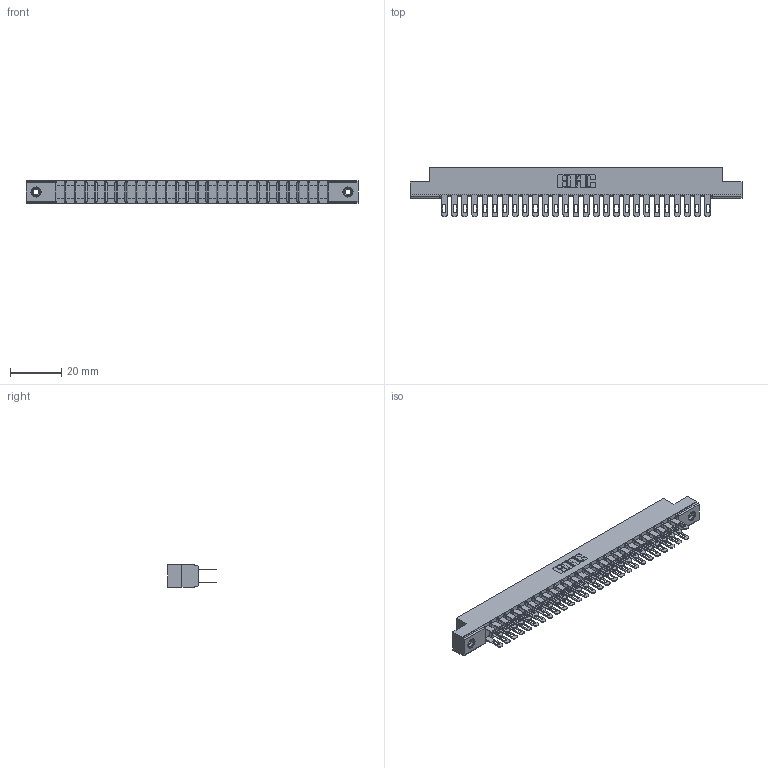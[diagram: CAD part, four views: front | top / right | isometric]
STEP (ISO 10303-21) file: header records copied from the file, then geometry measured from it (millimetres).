
FILE_DESCRIPTION (( 'STEP AP203' ), '1' );
FILE_NAME ('357-054-400-208.STEP', '2020-10-04T08:06:13', ( '' ), ( '' ), 'SwSTEP 2.0', 'SolidWorks 2020', '' );
FILE_SCHEMA (( 'CONFIG_CONTROL_DESIGN' ));
Length unit declared in the file: inch
Products named in the file (4): 307 Part_.156 Dia Mounting Holes; 345-250-001_345-250-003-102; 357-054-400-208; 307-290-001_500
Assembly tree (57 placements, depth 2):
  357-054-400-208
    307 Part_.156 Dia Mounting Holes
    307-290-001_500  x54
    345-250-001_345-250-003-102  x2
Bounding box: 130 x 19.18 x 8.71 mm (x, y, z)
Volume: 8650.9 mm3; surface area: 16420.3 mm2
Topology: 57 solids, 57 shells, 2690 faces, 7479 edges, 4830 vertices
Faces by surface type: plane 1722, cylinder 896, sphere 56, cone 12, torus 4
Entity records: 27019 total; most frequent: CARTESIAN_POINT 4406, ORIENTED_EDGE 4358, DIRECTION 4333, EDGE_CURVE 2179, LINE 1663, VECTOR 1663, VERTEX_POINT 1408, AXIS2_PLACEMENT_3D 1335
